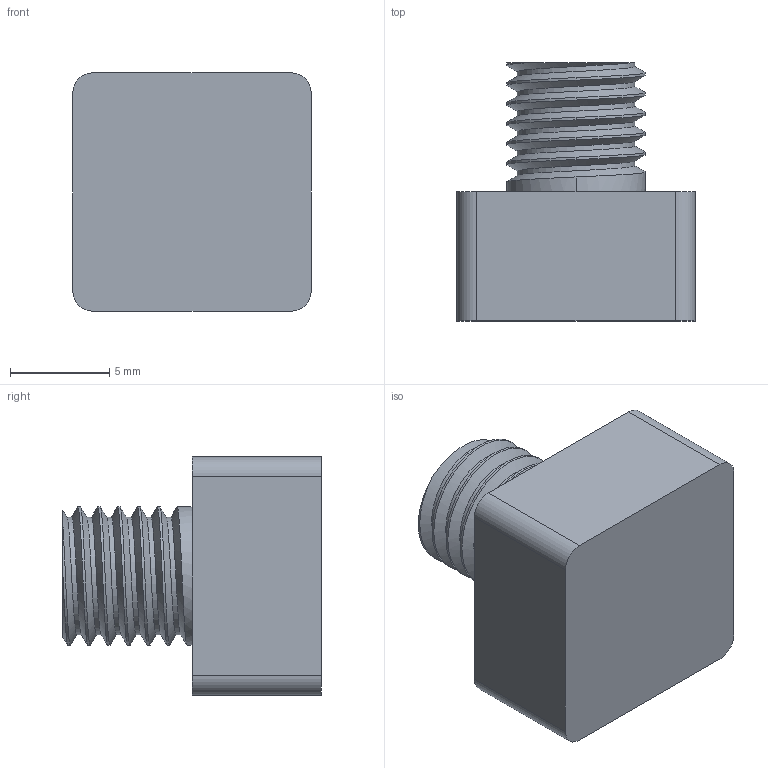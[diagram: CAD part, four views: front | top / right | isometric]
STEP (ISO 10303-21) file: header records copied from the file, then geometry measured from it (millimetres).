
FILE_DESCRIPTION (( 'STEP AP214' ), '1' );
FILE_NAME ('Rotary-Encoder Base.STEP', '2019-10-13T11:45:21', ( '' ), ( '' ), 'SwSTEP 2.0', 'SolidWorks 2018', '' );
FILE_SCHEMA (( 'AUTOMOTIVE_DESIGN' ));
Length unit declared in the file: millimetre
Products named in the file (1): Rotary-Encoder Base
Bounding box: 12 x 13 x 12 mm (x, y, z)
Volume: 1142.5 mm3; surface area: 789.5 mm2
Topology: 1 solids, 1 shells, 29 faces, 76 edges, 50 vertices
Faces by surface type: cylinder 18, plane 8, bspline 3
Entity records: 2357 total; most frequent: CARTESIAN_POINT 1563, ORIENTED_EDGE 152, DIRECTION 111, EDGE_CURVE 76, VERTEX_POINT 50, AXIS2_PLACEMENT_3D 39, LINE 33, VECTOR 33
